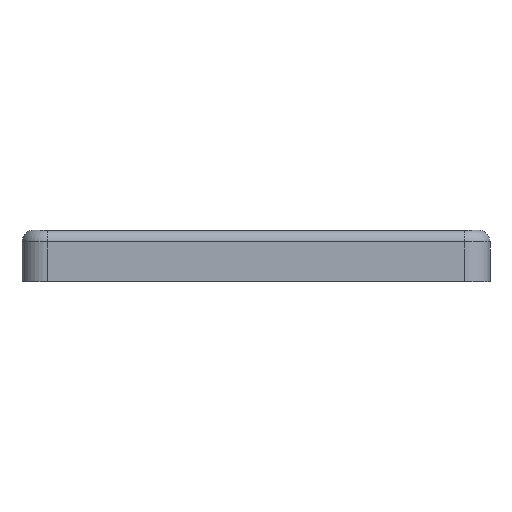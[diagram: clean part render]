
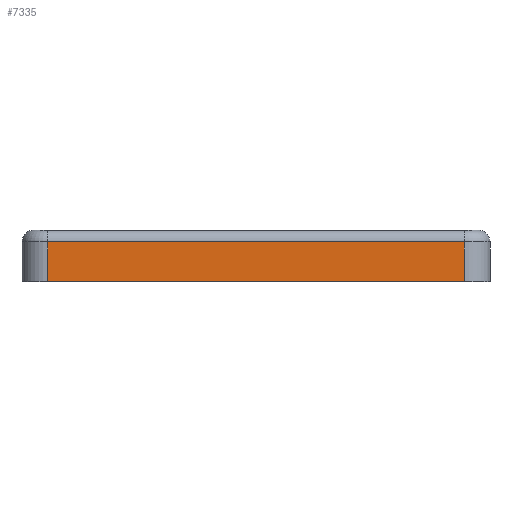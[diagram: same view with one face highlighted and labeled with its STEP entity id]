
A CAD part, front view. The second image highlights one B-rep face of the part: STEP entity #7335.
In plain terms, the highlighted planar face has unit normal (0, -1, 0).
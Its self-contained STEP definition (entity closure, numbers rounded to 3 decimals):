
#213 = PLANE('',#214);
#214 = AXIS2_PLACEMENT_3D('',#215,#216,#217);
#215 = CARTESIAN_POINT('',(0.,-1.12,0.));
#216 = DIRECTION('',(-0.,-0.,-1.));
#217 = DIRECTION('',(-1.,0.,0.));
#2847 = CYLINDRICAL_SURFACE('',#2848,2.);
#2848 = AXIS2_PLACEMENT_3D('',#2849,#2850,#2851);
#2849 = CARTESIAN_POINT('',(-16.196,-20.529,0.));
#2850 = DIRECTION('',(-0.,-0.,-1.));
#2851 = DIRECTION('',(1.,0.,0.));
#2867 = VERTEX_POINT('',#2868);
#2868 = CARTESIAN_POINT('',(-16.196,-22.529,3.1));
#2895 = EDGE_CURVE('',#2896,#2867,#2898,.T.);
#2896 = VERTEX_POINT('',#2897);
#2897 = CARTESIAN_POINT('',(-16.196,-22.529,0.));
#2898 = SURFACE_CURVE('',#2899,(#2903,#2910),.PCURVE_S1.);
#2899 = LINE('',#2900,#2901);
#2900 = CARTESIAN_POINT('',(-16.196,-22.529,0.));
#2901 = VECTOR('',#2902,1.);
#2902 = DIRECTION('',(0.,0.,1.));
#2903 = PCURVE('',#2847,#2904);
#2904 = DEFINITIONAL_REPRESENTATION('',(#2905),#2909);
#2905 = LINE('',#2906,#2907);
#2906 = CARTESIAN_POINT('',(-4.712,0.));
#2907 = VECTOR('',#2908,1.);
#2908 = DIRECTION('',(-0.,-1.));
#2909 = ( GEOMETRIC_REPRESENTATION_CONTEXT(2) 
PARAMETRIC_REPRESENTATION_CONTEXT() REPRESENTATION_CONTEXT('2D SPACE',''
  ) );
#2910 = PCURVE('',#2911,#2916);
#2911 = PLANE('',#2912);
#2912 = AXIS2_PLACEMENT_3D('',#2913,#2914,#2915);
#2913 = CARTESIAN_POINT('',(0.,-22.529,1.55));
#2914 = DIRECTION('',(-0.,-1.,-0.));
#2915 = DIRECTION('',(0.,0.,-1.));
#2916 = DEFINITIONAL_REPRESENTATION('',(#2917),#2921);
#2917 = LINE('',#2918,#2919);
#2918 = CARTESIAN_POINT('',(1.55,-16.196));
#2919 = VECTOR('',#2920,1.);
#2920 = DIRECTION('',(-1.,0.));
#2921 = ( GEOMETRIC_REPRESENTATION_CONTEXT(2) 
PARAMETRIC_REPRESENTATION_CONTEXT() REPRESENTATION_CONTEXT('2D SPACE',''
  ) );
#3341 = CYLINDRICAL_SURFACE('',#3342,0.9);
#3342 = AXIS2_PLACEMENT_3D('',#3343,#3344,#3345);
#3343 = CARTESIAN_POINT('',(0.,-21.629,3.1));
#3344 = DIRECTION('',(-1.,0.,0.));
#3345 = DIRECTION('',(0.,0.,1.));
#4290 = VERTEX_POINT('',#4291);
#4291 = CARTESIAN_POINT('',(16.196,-22.529,0.));
#4306 = CYLINDRICAL_SURFACE('',#4307,2.);
#4307 = AXIS2_PLACEMENT_3D('',#4308,#4309,#4310);
#4308 = CARTESIAN_POINT('',(16.196,-20.529,0.));
#4309 = DIRECTION('',(0.,0.,-1.));
#4310 = DIRECTION('',(-1.,0.,0.));
#4318 = EDGE_CURVE('',#2896,#4290,#4319,.T.);
#4319 = SURFACE_CURVE('',#4320,(#4324,#4331),.PCURVE_S1.);
#4320 = LINE('',#4321,#4322);
#4321 = CARTESIAN_POINT('',(0.,-22.529,-0.));
#4322 = VECTOR('',#4323,1.);
#4323 = DIRECTION('',(1.,0.,0.));
#4324 = PCURVE('',#213,#4325);
#4325 = DEFINITIONAL_REPRESENTATION('',(#4326),#4330);
#4326 = LINE('',#4327,#4328);
#4327 = CARTESIAN_POINT('',(0.,-21.409));
#4328 = VECTOR('',#4329,1.);
#4329 = DIRECTION('',(-1.,0.));
#4330 = ( GEOMETRIC_REPRESENTATION_CONTEXT(2) 
PARAMETRIC_REPRESENTATION_CONTEXT() REPRESENTATION_CONTEXT('2D SPACE',''
  ) );
#4331 = PCURVE('',#2911,#4332);
#4332 = DEFINITIONAL_REPRESENTATION('',(#4333),#4337);
#4333 = LINE('',#4334,#4335);
#4334 = CARTESIAN_POINT('',(1.55,0.));
#4335 = VECTOR('',#4336,1.);
#4336 = DIRECTION('',(0.,1.));
#4337 = ( GEOMETRIC_REPRESENTATION_CONTEXT(2) 
PARAMETRIC_REPRESENTATION_CONTEXT() REPRESENTATION_CONTEXT('2D SPACE',''
  ) );
#5421 = VERTEX_POINT('',#5422);
#5422 = CARTESIAN_POINT('',(16.196,-22.529,3.1));
#5449 = EDGE_CURVE('',#4290,#5421,#5450,.T.);
#5450 = SURFACE_CURVE('',#5451,(#5455,#5462),.PCURVE_S1.);
#5451 = LINE('',#5452,#5453);
#5452 = CARTESIAN_POINT('',(16.196,-22.529,0.));
#5453 = VECTOR('',#5454,1.);
#5454 = DIRECTION('',(0.,0.,1.));
#5455 = PCURVE('',#4306,#5456);
#5456 = DEFINITIONAL_REPRESENTATION('',(#5457),#5461);
#5457 = LINE('',#5458,#5459);
#5458 = CARTESIAN_POINT('',(4.712,0.));
#5459 = VECTOR('',#5460,1.);
#5460 = DIRECTION('',(0.,-1.));
#5461 = ( GEOMETRIC_REPRESENTATION_CONTEXT(2) 
PARAMETRIC_REPRESENTATION_CONTEXT() REPRESENTATION_CONTEXT('2D SPACE',''
  ) );
#5462 = PCURVE('',#2911,#5463);
#5463 = DEFINITIONAL_REPRESENTATION('',(#5464),#5468);
#5464 = LINE('',#5465,#5466);
#5465 = CARTESIAN_POINT('',(1.55,16.196));
#5466 = VECTOR('',#5467,1.);
#5467 = DIRECTION('',(-1.,0.));
#5468 = ( GEOMETRIC_REPRESENTATION_CONTEXT(2) 
PARAMETRIC_REPRESENTATION_CONTEXT() REPRESENTATION_CONTEXT('2D SPACE',''
  ) );
#7335 = ADVANCED_FACE('',(#7336),#2911,.T.);
#7336 = FACE_BOUND('',#7337,.T.);
#7337 = EDGE_LOOP('',(#7338,#7339,#7340,#7341));
#7338 = ORIENTED_EDGE('',*,*,#2895,.F.);
#7339 = ORIENTED_EDGE('',*,*,#4318,.T.);
#7340 = ORIENTED_EDGE('',*,*,#5449,.T.);
#7341 = ORIENTED_EDGE('',*,*,#7342,.F.);
#7342 = EDGE_CURVE('',#2867,#5421,#7343,.T.);
#7343 = SURFACE_CURVE('',#7344,(#7348,#7355),.PCURVE_S1.);
#7344 = LINE('',#7345,#7346);
#7345 = CARTESIAN_POINT('',(0.,-22.529,3.1));
#7346 = VECTOR('',#7347,1.);
#7347 = DIRECTION('',(1.,0.,0.));
#7348 = PCURVE('',#2911,#7349);
#7349 = DEFINITIONAL_REPRESENTATION('',(#7350),#7354);
#7350 = LINE('',#7351,#7352);
#7351 = CARTESIAN_POINT('',(-1.55,0.));
#7352 = VECTOR('',#7353,1.);
#7353 = DIRECTION('',(0.,1.));
#7354 = ( GEOMETRIC_REPRESENTATION_CONTEXT(2) 
PARAMETRIC_REPRESENTATION_CONTEXT() REPRESENTATION_CONTEXT('2D SPACE',''
  ) );
#7355 = PCURVE('',#3341,#7356);
#7356 = DEFINITIONAL_REPRESENTATION('',(#7357),#7361);
#7357 = LINE('',#7358,#7359);
#7358 = CARTESIAN_POINT('',(-1.571,0.));
#7359 = VECTOR('',#7360,1.);
#7360 = DIRECTION('',(0.,-1.));
#7361 = ( GEOMETRIC_REPRESENTATION_CONTEXT(2) 
PARAMETRIC_REPRESENTATION_CONTEXT() REPRESENTATION_CONTEXT('2D SPACE',''
  ) );
